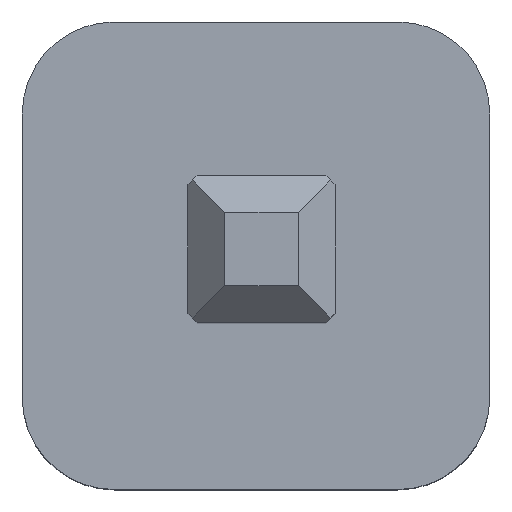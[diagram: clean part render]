
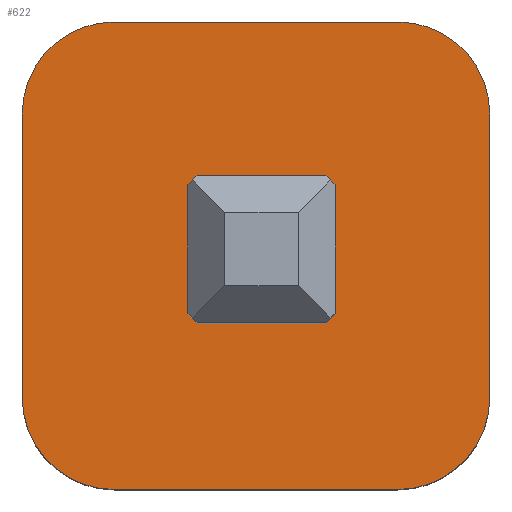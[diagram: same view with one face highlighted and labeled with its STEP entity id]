
A CAD part, top view. The second image highlights one B-rep face of the part: STEP entity #622.
In plain terms, the highlighted planar face has unit normal (0, 0, 1).
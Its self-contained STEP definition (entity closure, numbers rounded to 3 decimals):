
#18=CIRCLE('',#663,0.5);
#23=CIRCLE('',#671,0.5);
#24=CIRCLE('',#674,0.5);
#25=CIRCLE('',#677,0.5);
#66=FACE_OUTER_BOUND('',#100,.T.);
#100=EDGE_LOOP('',(#553,#554,#555,#556,#557,#558,#559,#560));
#165=LINE('',#984,#241);
#171=LINE('',#1004,#247);
#174=LINE('',#1012,#250);
#176=LINE('',#1018,#252);
#241=VECTOR('',#803,10.);
#247=VECTOR('',#823,10.);
#250=VECTOR('',#832,10.);
#252=VECTOR('',#840,10.);
#293=VERTEX_POINT('',#971);
#294=VERTEX_POINT('',#972);
#298=VERTEX_POINT('',#982);
#304=VERTEX_POINT('',#998);
#305=VERTEX_POINT('',#1002);
#306=VERTEX_POINT('',#1006);
#307=VERTEX_POINT('',#1010);
#308=VERTEX_POINT('',#1014);
#369=EDGE_CURVE('',#293,#294,#18,.T.);
#375=EDGE_CURVE('',#293,#298,#165,.T.);
#382=EDGE_CURVE('',#304,#298,#23,.T.);
#385=EDGE_CURVE('',#304,#305,#171,.T.);
#386=EDGE_CURVE('',#306,#305,#24,.T.);
#389=EDGE_CURVE('',#306,#307,#174,.T.);
#390=EDGE_CURVE('',#308,#307,#25,.T.);
#392=EDGE_CURVE('',#308,#294,#176,.T.);
#553=ORIENTED_EDGE('',*,*,#369,.F.);
#554=ORIENTED_EDGE('',*,*,#375,.T.);
#555=ORIENTED_EDGE('',*,*,#382,.F.);
#556=ORIENTED_EDGE('',*,*,#385,.T.);
#557=ORIENTED_EDGE('',*,*,#386,.F.);
#558=ORIENTED_EDGE('',*,*,#389,.T.);
#559=ORIENTED_EDGE('',*,*,#390,.F.);
#560=ORIENTED_EDGE('',*,*,#392,.T.);
#589=PLANE('',#679);
#622=ADVANCED_FACE('',(#66),#589,.T.);
#663=AXIS2_PLACEMENT_3D('',#973,#793,#794);
#671=AXIS2_PLACEMENT_3D('',#999,#817,#818);
#674=AXIS2_PLACEMENT_3D('',#1007,#826,#827);
#677=AXIS2_PLACEMENT_3D('',#1015,#835,#836);
#679=AXIS2_PLACEMENT_3D('',#1019,#841,#842);
#793=DIRECTION('center_axis',(0.,0.,-1.));
#794=DIRECTION('ref_axis',(1.,0.,0.));
#803=DIRECTION('',(-1.,0.,0.));
#817=DIRECTION('center_axis',(0.,0.,-1.));
#818=DIRECTION('ref_axis',(0.,1.,0.));
#823=DIRECTION('',(0.,-1.,0.));
#826=DIRECTION('center_axis',(0.,0.,-1.));
#827=DIRECTION('ref_axis',(-1.,0.,0.));
#832=DIRECTION('',(1.,0.,0.));
#835=DIRECTION('center_axis',(0.,0.,
-1.));
#836=DIRECTION('ref_axis',(0.,-1.,0.));
#840=DIRECTION('',(0.,1.,0.));
#841=DIRECTION('center_axis',(0.,0.,1.));
#842=DIRECTION('ref_axis',(1.,0.,0.));
#971=CARTESIAN_POINT('',(0.77,1.27,1.5));
#972=CARTESIAN_POINT('',(1.27,0.77,1.5));
#973=CARTESIAN_POINT('Origin',(0.77,0.77,1.5));
#982=CARTESIAN_POINT('',(-0.77,1.27,1.5));
#984=CARTESIAN_POINT('',(0.77,1.27,1.5));
#998=CARTESIAN_POINT('',(-1.27,0.77,1.5));
#999=CARTESIAN_POINT('Origin',(-0.77,0.77,1.5));
#1002=CARTESIAN_POINT('',(-1.27,-0.77,1.5));
#1004=CARTESIAN_POINT('',(-1.27,0.77,1.5));
#1006=CARTESIAN_POINT('',(-0.77,-1.27,1.5));
#1007=CARTESIAN_POINT('Origin',(-0.77,-0.77,1.5));
#1010=CARTESIAN_POINT('',(0.77,-1.27,1.5));
#1012=CARTESIAN_POINT('',(-0.77,-1.27,1.5));
#1014=CARTESIAN_POINT('',(1.27,-0.77,1.5));
#1015=CARTESIAN_POINT('Origin',(0.77,-0.77,1.5));
#1018=CARTESIAN_POINT('',(1.27,-0.77,1.5));
#1019=CARTESIAN_POINT('Origin',(0.,-1.28,1.5));
